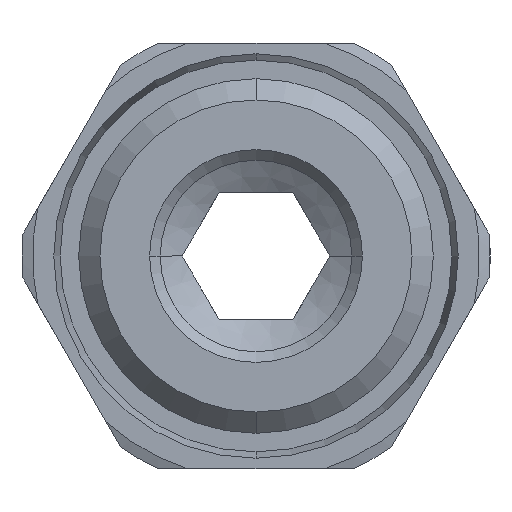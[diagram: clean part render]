
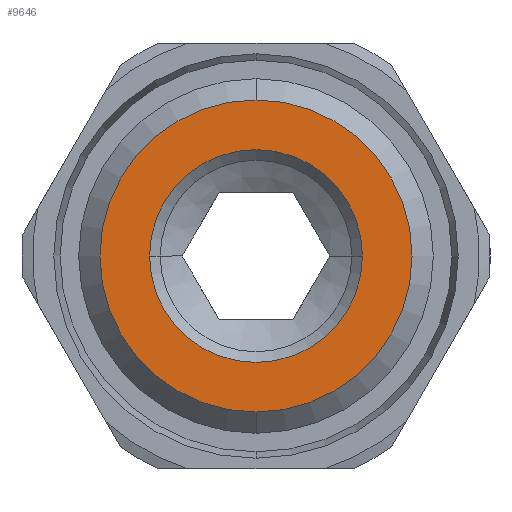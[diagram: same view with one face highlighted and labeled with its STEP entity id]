
A CAD part, front view. The second image highlights one B-rep face of the part: STEP entity #9646.
In plain terms, the highlighted planar face has unit normal (0, -1, 0).
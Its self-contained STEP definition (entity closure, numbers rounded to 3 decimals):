
#101 = EDGE_CURVE ( 'NONE', #6856, #1603, #12050, .T. ) ;
#236 = DIRECTION ( 'NONE',  ( 0., 0., 1. ) ) ;
#364 = AXIS2_PLACEMENT_3D ( 'NONE', #5128, #7605, #236 ) ;
#398 = ORIENTED_EDGE ( 'NONE', *, *, #101, .T. ) ;
#445 = FACE_BOUND ( 'NONE', #2215, .T. ) ;
#588 = CARTESIAN_POINT ( 'NONE',  ( -5., -15.5, 0. ) ) ;
#1014 = EDGE_CURVE ( 'NONE', #4019, #9849, #15067, .T. ) ;
#1476 = CIRCLE ( 'NONE', #364, 7.331 ) ;
#1564 = CARTESIAN_POINT ( 'NONE',  ( 0., -15.5, 0. ) ) ;
#1603 = VERTEX_POINT ( 'NONE', #13309 ) ;
#1823 = CIRCLE ( 'NONE', #7945, 5. ) ;
#1970 = EDGE_CURVE ( 'NONE', #1603, #6856, #1476, .T. ) ;
#2215 = EDGE_LOOP ( 'NONE', ( #9406, #8616 ) ) ;
#2601 = ORIENTED_EDGE ( 'NONE', *, *, #1970, .T. ) ;
#2743 = CARTESIAN_POINT ( 'NONE',  ( 0., -15.5, 0. ) ) ;
#2971 = DIRECTION ( 'NONE',  ( 0., -1., 0. ) ) ;
#4019 = VERTEX_POINT ( 'NONE', #10570 ) ;
#4740 = PLANE ( 'NONE',  #13197 ) ;
#4858 = EDGE_LOOP ( 'NONE', ( #398, #2601 ) ) ;
#5128 = CARTESIAN_POINT ( 'NONE',  ( 0., -15.5, 0. ) ) ;
#5222 = DIRECTION ( 'NONE',  ( 1., 0., 0. ) ) ;
#5502 = CARTESIAN_POINT ( 'NONE',  ( 0., -15.5, 0. ) ) ;
#6399 = DIRECTION ( 'NONE',  ( 0., 1., 0. ) ) ;
#6421 = AXIS2_PLACEMENT_3D ( 'NONE', #5502, #2971, #6579 ) ;
#6579 = DIRECTION ( 'NONE',  ( 0., 0., 1. ) ) ;
#6604 = FACE_OUTER_BOUND ( 'NONE', #4858, .T. ) ;
#6856 = VERTEX_POINT ( 'NONE', #15775 ) ;
#7073 = AXIS2_PLACEMENT_3D ( 'NONE', #2743, #6399, #5222 ) ;
#7605 = DIRECTION ( 'NONE',  ( 0., -1., 0. ) ) ;
#7945 = AXIS2_PLACEMENT_3D ( 'NONE', #1564, #10162, #12610 ) ;
#8616 = ORIENTED_EDGE ( 'NONE', *, *, #14583, .T. ) ;
#9406 = ORIENTED_EDGE ( 'NONE', *, *, #1014, .T. ) ;
#9646 = ADVANCED_FACE ( 'NONE', ( #445, #6604 ), #4740, .T. ) ;
#9849 = VERTEX_POINT ( 'NONE', #588 ) ;
#10162 = DIRECTION ( 'NONE',  ( 0., 1., 0. ) ) ;
#10570 = CARTESIAN_POINT ( 'NONE',  ( 5., -15.5, 0. ) ) ;
#12050 = CIRCLE ( 'NONE', #6421, 7.331 ) ;
#12610 = DIRECTION ( 'NONE',  ( 1., 0., 0. ) ) ;
#13197 = AXIS2_PLACEMENT_3D ( 'NONE', #14711, #14614, #15878 ) ;
#13309 = CARTESIAN_POINT ( 'NONE',  ( 0., -15.5, -7.331 ) ) ;
#14583 = EDGE_CURVE ( 'NONE', #9849, #4019, #1823, .T. ) ;
#14614 = DIRECTION ( 'NONE',  ( 0., -1., 0. ) ) ;
#14711 = CARTESIAN_POINT ( 'NONE',  ( -3.289, -15.5, 0. ) ) ;
#15067 = CIRCLE ( 'NONE', #7073, 5. ) ;
#15775 = CARTESIAN_POINT ( 'NONE',  ( 0., -15.5, 7.331 ) ) ;
#15878 = DIRECTION ( 'NONE',  ( 0., 0., -1. ) ) ;
